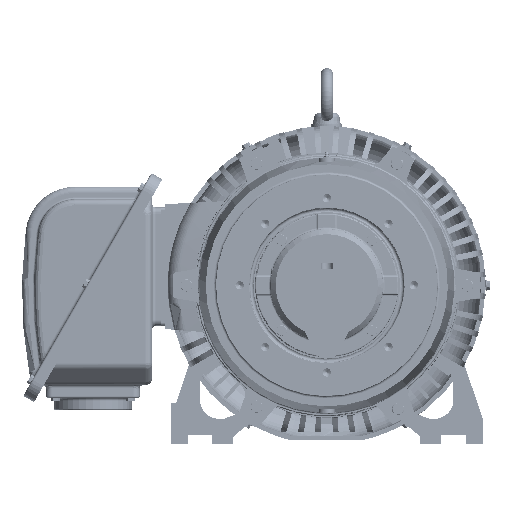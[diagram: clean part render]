
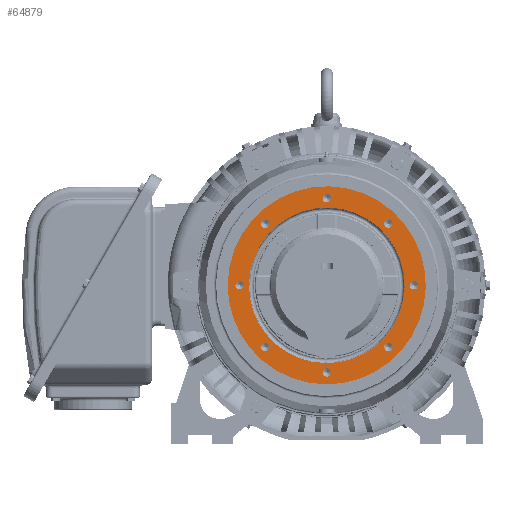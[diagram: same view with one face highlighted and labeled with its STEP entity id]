
A CAD part, left-side view. The second image highlights one B-rep face of the part: STEP entity #64879.
In plain terms, the highlighted planar face has unit normal (-1, 0, 0).
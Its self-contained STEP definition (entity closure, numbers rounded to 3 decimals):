
#64669=CARTESIAN_POINT('Vertex',(-116.125,-59.788,-109.441)) ;
#64672=CARTESIAN_POINT('Axis2P3D Location',(-116.125,0.,0.)) ;
#64676=CARTESIAN_POINT('Vertex',(-116.125,59.788,109.441)) ;
#64696=CARTESIAN_POINT('Axis2P3D Location',(-116.125,0.,0.)) ;
#64708=CARTESIAN_POINT('Axis2P3D Location',(-116.125,0.,124.707)) ;
#64713=CARTESIAN_POINT('Axis2P3D Location',(-116.125,0.,0.)) ;
#64717=CARTESIAN_POINT('Vertex',(-116.125,-76.109,-139.316)) ;
#64719=CARTESIAN_POINT('Vertex',(-116.125,76.109,139.316)) ;
#64722=CARTESIAN_POINT('Axis2P3D Location',(-116.125,0.,0.)) ;
#64731=CARTESIAN_POINT('Axis2P3D Location',(-116.125,0.,139.7)) ;
#64735=CARTESIAN_POINT('Vertex',(-116.125,-5.869,136.494)) ;
#64737=CARTESIAN_POINT('Vertex',(-116.125,5.869,142.906)) ;
#64740=CARTESIAN_POINT('Axis2P3D Location',(-116.125,0.,139.7)) ;
#64753=CARTESIAN_POINT('Axis2P3D Location',(-116.125,0.,-139.7)) ;
#64757=CARTESIAN_POINT('Vertex',(-116.125,5.869,-136.494)) ;
#64759=CARTESIAN_POINT('Vertex',(-116.125,-5.869,-142.906)) ;
#64762=CARTESIAN_POINT('Axis2P3D Location',(-116.125,0.,-139.7)) ;
#64771=CARTESIAN_POINT('Axis2P3D Location',(-116.125,139.7,0.)) ;
#64775=CARTESIAN_POINT('Vertex',(-116.125,145.569,3.206)) ;
#64777=CARTESIAN_POINT('Vertex',(-116.125,133.831,-3.206)) ;
#64780=CARTESIAN_POINT('Axis2P3D Location',(-116.125,139.7,0.)) ;
#64789=CARTESIAN_POINT('Axis2P3D Location',(-116.125,-139.7,0.)) ;
#64793=CARTESIAN_POINT('Vertex',(-116.125,-133.831,3.206)) ;
#64795=CARTESIAN_POINT('Vertex',(-116.125,-145.569,-3.206)) ;
#64798=CARTESIAN_POINT('Axis2P3D Location',(-116.125,-139.7,0.)) ;
#64807=CARTESIAN_POINT('Axis2P3D Location',(-116.125,98.783,98.783)) ;
#64811=CARTESIAN_POINT('Vertex',(-116.125,104.652,101.989)) ;
#64813=CARTESIAN_POINT('Vertex',(-116.125,92.914,95.576)) ;
#64816=CARTESIAN_POINT('Axis2P3D Location',(-116.125,98.783,98.783)) ;
#64825=CARTESIAN_POINT('Axis2P3D Location',(-116.125,-98.783,-98.783)) ;
#64829=CARTESIAN_POINT('Vertex',(-116.125,-92.914,-95.576)) ;
#64831=CARTESIAN_POINT('Vertex',(-116.125,-104.652,-101.989)) ;
#64834=CARTESIAN_POINT('Axis2P3D Location',(-116.125,-98.783,-98.783)) ;
#64843=CARTESIAN_POINT('Axis2P3D Location',(-116.125,98.783,-98.783)) ;
#64847=CARTESIAN_POINT('Vertex',(-116.125,104.652,-95.576)) ;
#64849=CARTESIAN_POINT('Vertex',(-116.125,92.914,-101.989)) ;
#64852=CARTESIAN_POINT('Axis2P3D Location',(-116.125,98.783,-98.783)) ;
#64861=CARTESIAN_POINT('Axis2P3D Location',(-116.125,-98.783,98.783)) ;
#64865=CARTESIAN_POINT('Vertex',(-116.125,-92.914,101.989)) ;
#64867=CARTESIAN_POINT('Vertex',(-116.125,-104.652,95.576)) ;
#64870=CARTESIAN_POINT('Axis2P3D Location',(-116.125,-98.783,98.783)) ;
#64673=DIRECTION('Axis2P3D Direction',(-1.,0.,0.)) ;
#64697=DIRECTION('Axis2P3D Direction',(-1.,0.,0.)) ;
#64709=DIRECTION('Axis2P3D Direction',(-1.,0.,0.)) ;
#64710=DIRECTION('Axis2P3D XDirection',(0.,1.,0.)) ;
#64714=DIRECTION('Axis2P3D Direction',(-1.,0.,0.)) ;
#64723=DIRECTION('Axis2P3D Direction',(-1.,0.,0.)) ;
#64732=DIRECTION('Axis2P3D Direction',(-1.,0.,0.)) ;
#64741=DIRECTION('Axis2P3D Direction',(-1.,0.,0.)) ;
#64754=DIRECTION('Axis2P3D Direction',(-1.,0.,0.)) ;
#64763=DIRECTION('Axis2P3D Direction',(-1.,0.,0.)) ;
#64772=DIRECTION('Axis2P3D Direction',(-1.,0.,0.)) ;
#64781=DIRECTION('Axis2P3D Direction',(-1.,0.,0.)) ;
#64790=DIRECTION('Axis2P3D Direction',(-1.,0.,0.)) ;
#64799=DIRECTION('Axis2P3D Direction',(-1.,0.,0.)) ;
#64808=DIRECTION('Axis2P3D Direction',(-1.,0.,0.)) ;
#64817=DIRECTION('Axis2P3D Direction',(-1.,0.,0.)) ;
#64826=DIRECTION('Axis2P3D Direction',(-1.,0.,0.)) ;
#64835=DIRECTION('Axis2P3D Direction',(-1.,0.,0.)) ;
#64844=DIRECTION('Axis2P3D Direction',(-1.,0.,0.)) ;
#64853=DIRECTION('Axis2P3D Direction',(-1.,0.,0.)) ;
#64862=DIRECTION('Axis2P3D Direction',(-1.,0.,0.)) ;
#64871=DIRECTION('Axis2P3D Direction',(-1.,0.,0.)) ;
#64674=AXIS2_PLACEMENT_3D('Circle Axis2P3D',#64672,#64673,$) ;
#64698=AXIS2_PLACEMENT_3D('Circle Axis2P3D',#64696,#64697,$) ;
#64711=AXIS2_PLACEMENT_3D('Plane Axis2P3D',#64708,#64709,#64710) ;
#64715=AXIS2_PLACEMENT_3D('Circle Axis2P3D',#64713,#64714,$) ;
#64724=AXIS2_PLACEMENT_3D('Circle Axis2P3D',#64722,#64723,$) ;
#64733=AXIS2_PLACEMENT_3D('Circle Axis2P3D',#64731,#64732,$) ;
#64742=AXIS2_PLACEMENT_3D('Circle Axis2P3D',#64740,#64741,$) ;
#64755=AXIS2_PLACEMENT_3D('Circle Axis2P3D',#64753,#64754,$) ;
#64764=AXIS2_PLACEMENT_3D('Circle Axis2P3D',#64762,#64763,$) ;
#64773=AXIS2_PLACEMENT_3D('Circle Axis2P3D',#64771,#64772,$) ;
#64782=AXIS2_PLACEMENT_3D('Circle Axis2P3D',#64780,#64781,$) ;
#64791=AXIS2_PLACEMENT_3D('Circle Axis2P3D',#64789,#64790,$) ;
#64800=AXIS2_PLACEMENT_3D('Circle Axis2P3D',#64798,#64799,$) ;
#64809=AXIS2_PLACEMENT_3D('Circle Axis2P3D',#64807,#64808,$) ;
#64818=AXIS2_PLACEMENT_3D('Circle Axis2P3D',#64816,#64817,$) ;
#64827=AXIS2_PLACEMENT_3D('Circle Axis2P3D',#64825,#64826,$) ;
#64836=AXIS2_PLACEMENT_3D('Circle Axis2P3D',#64834,#64835,$) ;
#64845=AXIS2_PLACEMENT_3D('Circle Axis2P3D',#64843,#64844,$) ;
#64854=AXIS2_PLACEMENT_3D('Circle Axis2P3D',#64852,#64853,$) ;
#64863=AXIS2_PLACEMENT_3D('Circle Axis2P3D',#64861,#64862,$) ;
#64872=AXIS2_PLACEMENT_3D('Circle Axis2P3D',#64870,#64871,$) ;
#64728=ORIENTED_EDGE('',*,*,#64721,.T.) ;
#64729=ORIENTED_EDGE('',*,*,#64726,.T.) ;
#64746=ORIENTED_EDGE('',*,*,#64739,.F.) ;
#64747=ORIENTED_EDGE('',*,*,#64744,.F.) ;
#64750=ORIENTED_EDGE('',*,*,#64700,.F.) ;
#64751=ORIENTED_EDGE('',*,*,#64678,.F.) ;
#64768=ORIENTED_EDGE('',*,*,#64761,.F.) ;
#64769=ORIENTED_EDGE('',*,*,#64766,.F.) ;
#64786=ORIENTED_EDGE('',*,*,#64779,.F.) ;
#64787=ORIENTED_EDGE('',*,*,#64784,.F.) ;
#64804=ORIENTED_EDGE('',*,*,#64797,.F.) ;
#64805=ORIENTED_EDGE('',*,*,#64802,.F.) ;
#64822=ORIENTED_EDGE('',*,*,#64815,.F.) ;
#64823=ORIENTED_EDGE('',*,*,#64820,.F.) ;
#64840=ORIENTED_EDGE('',*,*,#64833,.F.) ;
#64841=ORIENTED_EDGE('',*,*,#64838,.F.) ;
#64858=ORIENTED_EDGE('',*,*,#64851,.F.) ;
#64859=ORIENTED_EDGE('',*,*,#64856,.F.) ;
#64876=ORIENTED_EDGE('',*,*,#64869,.F.) ;
#64877=ORIENTED_EDGE('',*,*,#64874,.F.) ;
#64748=FACE_BOUND('',#64745,.T.) ;
#64752=FACE_BOUND('',#64749,.T.) ;
#64770=FACE_BOUND('',#64767,.T.) ;
#64788=FACE_BOUND('',#64785,.T.) ;
#64806=FACE_BOUND('',#64803,.T.) ;
#64824=FACE_BOUND('',#64821,.T.) ;
#64842=FACE_BOUND('',#64839,.T.) ;
#64860=FACE_BOUND('',#64857,.T.) ;
#64878=FACE_BOUND('',#64875,.T.) ;
#64879=ADVANCED_FACE('31103B950.1',(#64730,#64748,#64752,#64770,#64788,#64806,#64824,#64842,#64860,#64878),#64712,.T.) ;
#64675=CIRCLE('generated circle',#64674,124.707) ;
#64699=CIRCLE('generated circle',#64698,124.707) ;
#64716=CIRCLE('generated circle',#64715,158.75) ;
#64725=CIRCLE('generated circle',#64724,158.75) ;
#64734=CIRCLE('generated circle',#64733,6.688) ;
#64743=CIRCLE('generated circle',#64742,6.688) ;
#64756=CIRCLE('generated circle',#64755,6.688) ;
#64765=CIRCLE('generated circle',#64764,6.688) ;
#64774=CIRCLE('generated circle',#64773,6.688) ;
#64783=CIRCLE('generated circle',#64782,6.688) ;
#64792=CIRCLE('generated circle',#64791,6.688) ;
#64801=CIRCLE('generated circle',#64800,6.688) ;
#64810=CIRCLE('generated circle',#64809,6.688) ;
#64819=CIRCLE('generated circle',#64818,6.688) ;
#64828=CIRCLE('generated circle',#64827,6.688) ;
#64837=CIRCLE('generated circle',#64836,6.688) ;
#64846=CIRCLE('generated circle',#64845,6.688) ;
#64855=CIRCLE('generated circle',#64854,6.688) ;
#64864=CIRCLE('generated circle',#64863,6.688) ;
#64873=CIRCLE('generated circle',#64872,6.688) ;
#64678=EDGE_CURVE('',#64670,#64677,#64675,.T.) ;
#64700=EDGE_CURVE('',#64677,#64670,#64699,.T.) ;
#64721=EDGE_CURVE('',#64718,#64720,#64716,.T.) ;
#64726=EDGE_CURVE('',#64720,#64718,#64725,.T.) ;
#64739=EDGE_CURVE('',#64736,#64738,#64734,.T.) ;
#64744=EDGE_CURVE('',#64738,#64736,#64743,.T.) ;
#64761=EDGE_CURVE('',#64758,#64760,#64756,.T.) ;
#64766=EDGE_CURVE('',#64760,#64758,#64765,.T.) ;
#64779=EDGE_CURVE('',#64776,#64778,#64774,.T.) ;
#64784=EDGE_CURVE('',#64778,#64776,#64783,.T.) ;
#64797=EDGE_CURVE('',#64794,#64796,#64792,.T.) ;
#64802=EDGE_CURVE('',#64796,#64794,#64801,.T.) ;
#64815=EDGE_CURVE('',#64812,#64814,#64810,.T.) ;
#64820=EDGE_CURVE('',#64814,#64812,#64819,.T.) ;
#64833=EDGE_CURVE('',#64830,#64832,#64828,.T.) ;
#64838=EDGE_CURVE('',#64832,#64830,#64837,.T.) ;
#64851=EDGE_CURVE('',#64848,#64850,#64846,.T.) ;
#64856=EDGE_CURVE('',#64850,#64848,#64855,.T.) ;
#64869=EDGE_CURVE('',#64866,#64868,#64864,.T.) ;
#64874=EDGE_CURVE('',#64868,#64866,#64873,.T.) ;
#64727=EDGE_LOOP('',(#64728,#64729)) ;
#64745=EDGE_LOOP('',(#64746,#64747)) ;
#64749=EDGE_LOOP('',(#64750,#64751)) ;
#64767=EDGE_LOOP('',(#64768,#64769)) ;
#64785=EDGE_LOOP('',(#64786,#64787)) ;
#64803=EDGE_LOOP('',(#64804,#64805)) ;
#64821=EDGE_LOOP('',(#64822,#64823)) ;
#64839=EDGE_LOOP('',(#64840,#64841)) ;
#64857=EDGE_LOOP('',(#64858,#64859)) ;
#64875=EDGE_LOOP('',(#64876,#64877)) ;
#64730=FACE_OUTER_BOUND('',#64727,.T.) ;
#64712=PLANE('Plane',#64711) ;
#64670=VERTEX_POINT('',#64669) ;
#64677=VERTEX_POINT('',#64676) ;
#64718=VERTEX_POINT('',#64717) ;
#64720=VERTEX_POINT('',#64719) ;
#64736=VERTEX_POINT('',#64735) ;
#64738=VERTEX_POINT('',#64737) ;
#64758=VERTEX_POINT('',#64757) ;
#64760=VERTEX_POINT('',#64759) ;
#64776=VERTEX_POINT('',#64775) ;
#64778=VERTEX_POINT('',#64777) ;
#64794=VERTEX_POINT('',#64793) ;
#64796=VERTEX_POINT('',#64795) ;
#64812=VERTEX_POINT('',#64811) ;
#64814=VERTEX_POINT('',#64813) ;
#64830=VERTEX_POINT('',#64829) ;
#64832=VERTEX_POINT('',#64831) ;
#64848=VERTEX_POINT('',#64847) ;
#64850=VERTEX_POINT('',#64849) ;
#64866=VERTEX_POINT('',#64865) ;
#64868=VERTEX_POINT('',#64867) ;
